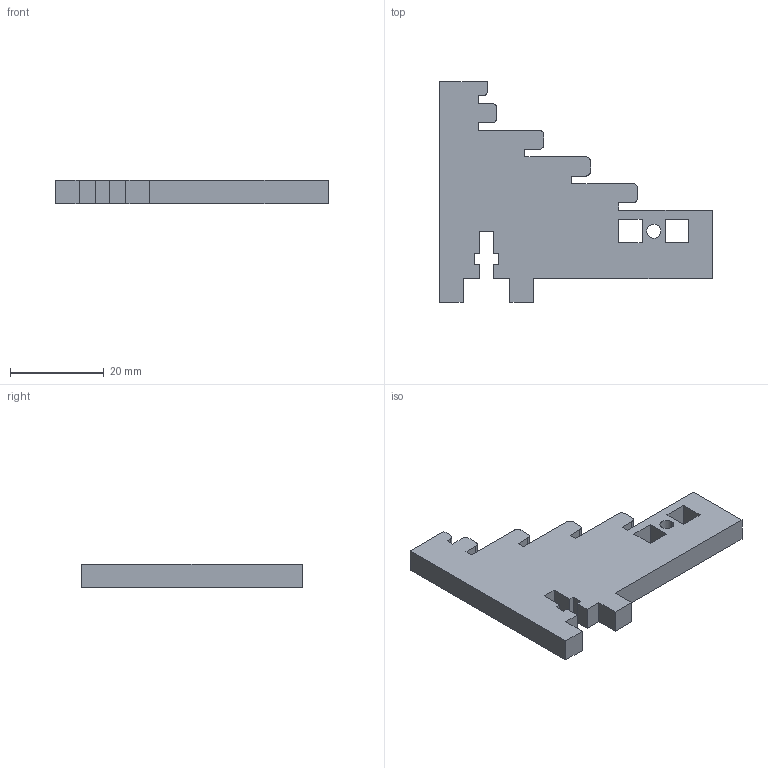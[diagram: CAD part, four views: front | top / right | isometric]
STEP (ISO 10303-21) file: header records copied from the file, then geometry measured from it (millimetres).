
FILE_DESCRIPTION (( 'STEP AP214' ), '1' );
FILE_NAME ('HighBlue_Plot_fixation_PCB_Cote_Hydro_X4.STEP', '2024-10-18T14:42:18', ( '' ), ( '' ), 'SwSTEP 2.0', 'SolidWorks 2024', '' );
FILE_SCHEMA (( 'AUTOMOTIVE_DESIGN' ));
Length unit declared in the file: millimetre
Products named in the file (1): HighBlue_Plot_fixation_PCB_Cote_Hydro_X4
Bounding box: 58.2 x 47 x 5 mm (x, y, z)
Volume: 7219.7 mm3; surface area: 4519.7 mm2
Topology: 1 solids, 1 shells, 63 faces, 183 edges, 122 vertices
Faces by surface type: plane 52, cylinder 11
Entity records: 2094 total; most frequent: CARTESIAN_POINT 369, ORIENTED_EDGE 366, DIRECTION 333, EDGE_CURVE 183, LINE 161, VECTOR 161, VERTEX_POINT 122, AXIS2_PLACEMENT_3D 86
